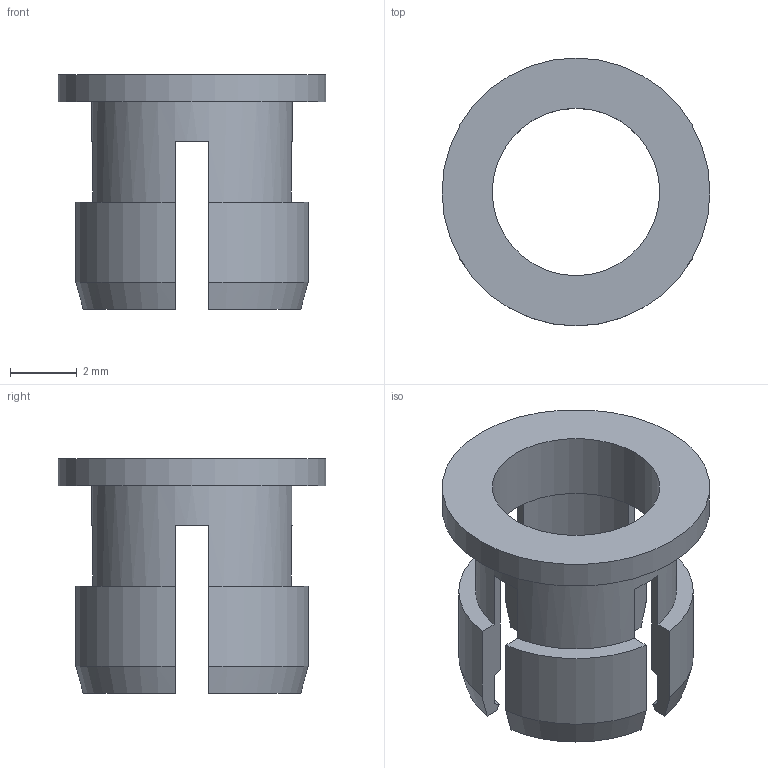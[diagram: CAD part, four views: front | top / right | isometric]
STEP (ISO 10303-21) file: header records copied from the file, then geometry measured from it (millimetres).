
FILE_DESCRIPTION(/* description */ (''),/* implementation_level */ '2;1');
FILE_NAME(/* name */ '5mm LED GROMMIT.stp',/* time_stamp */ '2013-08-29T12:37:18+02:00',/* author */ (''),/* organization */ (''),/* preprocessor_version */ 'ST-DEVELOPER v11',/* originating_system */ 'SIEMENS UGS NX 6.0',/* authorisation */ '');
FILE_SCHEMA (('AUTOMOTIVE_DESIGN { 1 0 10303 214 1 1 1 1 }'));
Length unit declared in the file: millimetre
Products named in the file (1): 5mm LED GROMMIT
Bounding box: 8 x 8 x 7 mm (x, y, z)
Volume: 72.9 mm3; surface area: 322.6 mm2
Topology: 1 solids, 1 shells, 50 faces, 142 edges, 95 vertices
Faces by surface type: plane 19, cone 16, cylinder 15
Full cylindrical faces by diameter (mm): 5 x1, 6 x1, 8 x1
Entity records: 1694 total; most frequent: CARTESIAN_POINT 401, ORIENTED_EDGE 274, DIRECTION 256, EDGE_CURVE 137, AXIS2_PLACEMENT_3D 100, VERTEX_POINT 93, EDGE_LOOP 56, LINE 56
